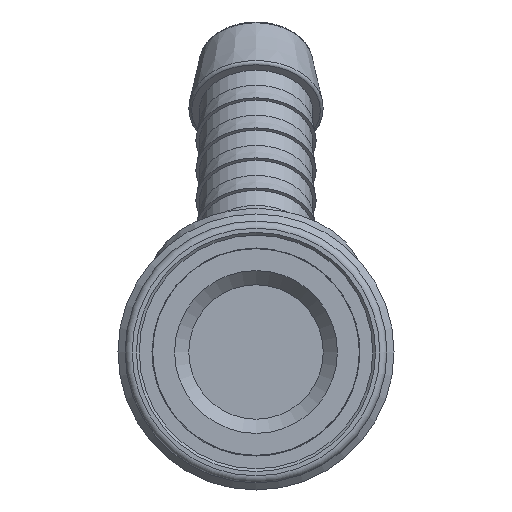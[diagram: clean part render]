
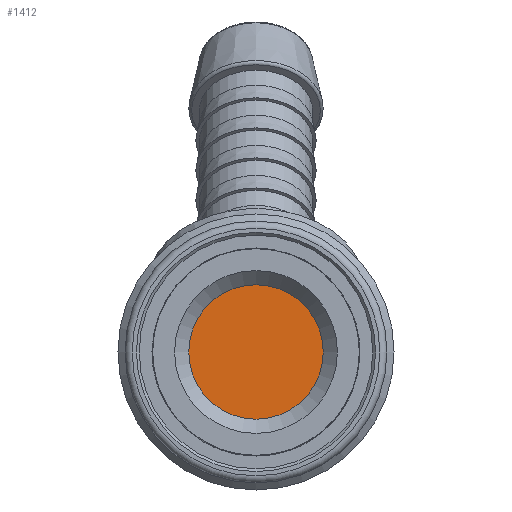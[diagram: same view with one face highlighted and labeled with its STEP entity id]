
A CAD part, left-side view. The second image highlights one B-rep face of the part: STEP entity #1412.
In plain terms, the highlighted planar face has unit normal (-1, 0, 0).
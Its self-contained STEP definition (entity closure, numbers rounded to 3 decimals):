
#355=FACE_OUTER_BOUND('',#451,.T.);
#451=EDGE_LOOP('',(#985));
#559=CIRCLE('',#1527,4.75);
#660=VERTEX_POINT('',#2109);
#782=EDGE_CURVE('',#660,#660,#559,.T.);
#985=ORIENTED_EDGE('',*,*,#782,.F.);
#1390=PLANE('',#1526);
#1412=ADVANCED_FACE('',(#355),#1390,.T.);
#1526=AXIS2_PLACEMENT_3D('',#2108,#1704,#1705);
#1527=AXIS2_PLACEMENT_3D('',#2110,#1706,#1707);
#1704=DIRECTION('center_axis',(-1.,0.,0.));
#1705=DIRECTION('ref_axis',(0.,0.,1.));
#1706=DIRECTION('center_axis',(1.,0.,0.));
#1707=DIRECTION('ref_axis',(0.,0.,1.));
#2108=CARTESIAN_POINT('Origin',(23.27,0.,0.));
#2109=CARTESIAN_POINT('',(23.27,0.,-4.75));
#2110=CARTESIAN_POINT('Origin',(23.27,0.,0.));
